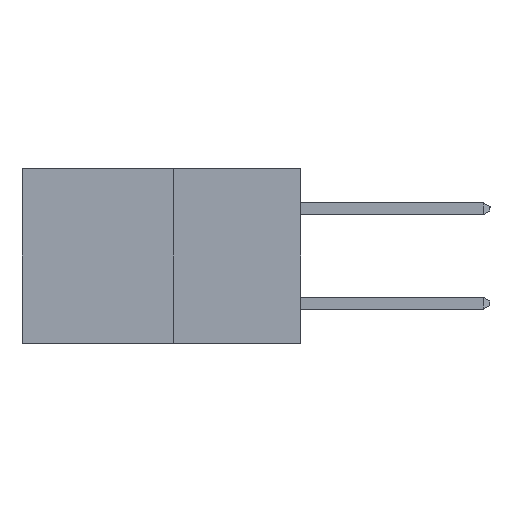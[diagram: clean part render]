
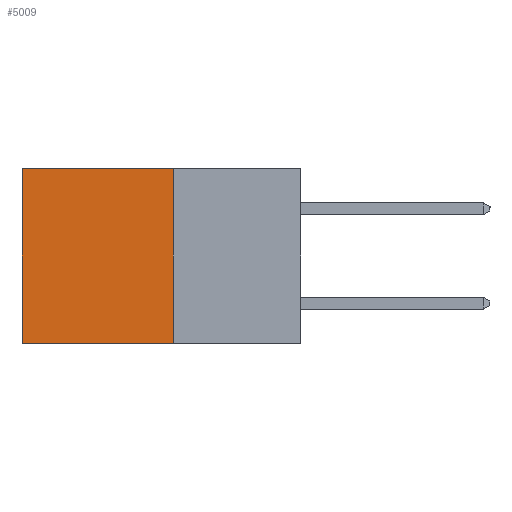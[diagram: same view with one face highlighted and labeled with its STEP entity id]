
A CAD part, left-side view. The second image highlights one B-rep face of the part: STEP entity #5009.
In plain terms, the highlighted planar face has unit normal (-1, 0, 0).
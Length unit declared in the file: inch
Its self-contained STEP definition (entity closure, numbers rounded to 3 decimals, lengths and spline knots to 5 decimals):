
#1827 = ORIENTED_EDGE ( 'NONE', *, *, #10226, .T. ) ;
#1834 = VERTEX_POINT ( 'NONE', #11906 ) ;
#2944 = CARTESIAN_POINT ( 'NONE',  ( 0.277, 0.27, -0.37 ) ) ;
#3086 = EDGE_CURVE ( 'NONE', #9779, #1834, #14262, .T. ) ;
#3248 = AXIS2_PLACEMENT_3D ( 'NONE', #2944, #13474, #4123 ) ;
#3335 = EDGE_LOOP ( 'NONE', ( #1827, #15055, #12683, #4055 ) ) ;
#3560 = DIRECTION ( 'NONE',  ( 0., 0., -1. ) ) ;
#3722 = CARTESIAN_POINT ( 'NONE',  ( 0.277, 0.27, 0. ) ) ;
#4055 = ORIENTED_EDGE ( 'NONE', *, *, #3086, .T. ) ;
#4123 = DIRECTION ( 'NONE',  ( 0., 0., -1. ) ) ;
#5009 = ADVANCED_FACE ( 'NONE', ( #5586 ), #10015, .F. ) ;
#5583 = CARTESIAN_POINT ( 'NONE',  ( 0.277, 0.27, -0.37 ) ) ;
#5586 = FACE_OUTER_BOUND ( 'NONE', #3335, .T. ) ;
#5808 = VECTOR ( 'NONE', #3560, 39.37008 ) ;
#6037 = LINE ( 'NONE', #8999, #9182 ) ;
#6442 = VECTOR ( 'NONE', #13778, 39.37008 ) ;
#6576 = LINE ( 'NONE', #12949, #5808 ) ;
#7610 = VERTEX_POINT ( 'NONE', #10759 ) ;
#8642 = EDGE_CURVE ( 'NONE', #7610, #12436, #11911, .T. ) ;
#8999 = CARTESIAN_POINT ( 'NONE',  ( 0.277, 0.27, -0.37 ) ) ;
#9047 = DIRECTION ( 'NONE',  ( 0., 0., -1. ) ) ;
#9182 = VECTOR ( 'NONE', #9047, 39.37008 ) ;
#9779 = VERTEX_POINT ( 'NONE', #3722 ) ;
#10015 = PLANE ( 'NONE',  #3248 ) ;
#10226 = EDGE_CURVE ( 'NONE', #1834, #12436, #6576, .T. ) ;
#10446 = VECTOR ( 'NONE', #11421, 39.37008 ) ;
#10759 = CARTESIAN_POINT ( 'NONE',  ( 0.277, 0.27, -0.37 ) ) ;
#11421 = DIRECTION ( 'NONE',  ( 0., 1., 0. ) ) ;
#11906 = CARTESIAN_POINT ( 'NONE',  ( 0.277, 0.59, 0. ) ) ;
#11911 = LINE ( 'NONE', #5583, #6442 ) ;
#12153 = CARTESIAN_POINT ( 'NONE',  ( 0.277, 0.59, -0.37 ) ) ;
#12436 = VERTEX_POINT ( 'NONE', #12153 ) ;
#12683 = ORIENTED_EDGE ( 'NONE', *, *, #14557, .F. ) ;
#12949 = CARTESIAN_POINT ( 'NONE',  ( 0.277, 0.59, -0.37 ) ) ;
#13474 = DIRECTION ( 'NONE',  ( 1., 0., 0. ) ) ;
#13778 = DIRECTION ( 'NONE',  ( 0., 1., 0. ) ) ;
#14262 = LINE ( 'NONE', #14397, #10446 ) ;
#14397 = CARTESIAN_POINT ( 'NONE',  ( 0.277, 0.27, 0. ) ) ;
#14557 = EDGE_CURVE ( 'NONE', #9779, #7610, #6037, .T. ) ;
#15055 = ORIENTED_EDGE ( 'NONE', *, *, #8642, .F. ) ;
